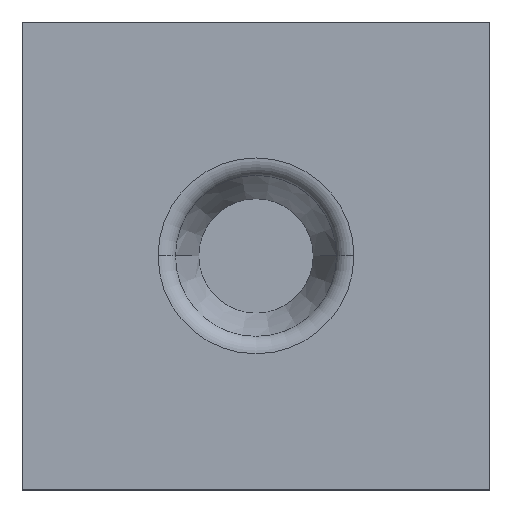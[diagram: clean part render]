
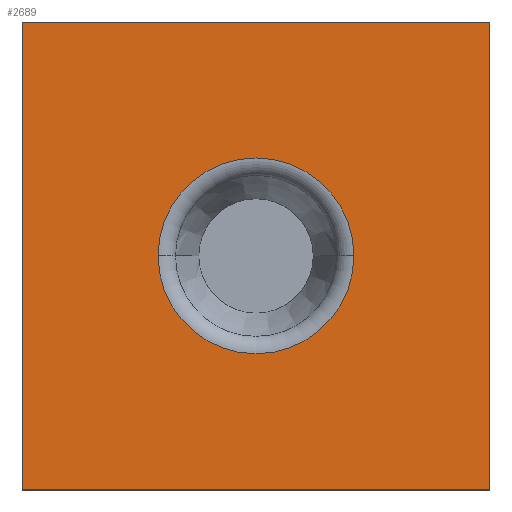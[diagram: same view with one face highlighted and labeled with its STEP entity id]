
A CAD part, top view. The second image highlights one B-rep face of the part: STEP entity #2689.
In plain terms, the highlighted face is planar.
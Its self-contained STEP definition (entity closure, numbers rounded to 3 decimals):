
#860=DIRECTION('',(0.,0.,1.));
#861=VECTOR('',#860,2.5);
#862=CARTESIAN_POINT('',(-1.25,0.775,-1.25));
#863=LINE('',#862,#861);
#867=DIRECTION('',(-1.,0.,0.));
#868=VECTOR('',#867,2.5);
#869=CARTESIAN_POINT('',(1.25,0.775,-1.25));
#870=LINE('',#869,#868);
#874=DIRECTION('',(0.,0.,-1.));
#875=VECTOR('',#874,2.5);
#876=CARTESIAN_POINT('',(1.25,0.775,1.25));
#877=LINE('',#876,#875);
#881=DIRECTION('',(1.,0.,0.));
#882=VECTOR('',#881,2.5);
#883=CARTESIAN_POINT('',(-1.25,0.775,1.25));
#884=LINE('',#883,#882);
#888=CARTESIAN_POINT('',(0.,0.775,0.));
#889=DIRECTION('',(0.,-1.,0.));
#890=DIRECTION('',(1.,0.,0.));
#891=AXIS2_PLACEMENT_3D('',#888,#889,#890);
#896=CARTESIAN_POINT('',(0.,0.775,0.));
#897=DIRECTION('',(0.,-1.,0.));
#898=DIRECTION('',(-1.,0.,0.));
#899=AXIS2_PLACEMENT_3D('',#896,#897,#898);
#2004=CARTESIAN_POINT('',(-1.25,0.775,-1.25));
#2005=CARTESIAN_POINT('',(-1.25,0.775,1.25));
#2006=VERTEX_POINT('',#2004);
#2007=VERTEX_POINT('',#2005);
#2008=CARTESIAN_POINT('',(1.25,0.775,1.25));
#2009=VERTEX_POINT('',#2008);
#2010=CARTESIAN_POINT('',(1.25,0.775,-1.25));
#2011=VERTEX_POINT('',#2010);
#2208=CARTESIAN_POINT('',(0.523,0.775,0.));
#2209=CARTESIAN_POINT('',(-0.523,0.775,0.));
#2210=VERTEX_POINT('',#2208);
#2211=VERTEX_POINT('',#2209);
#2672=CARTESIAN_POINT('',(0.,0.775,0.));
#2673=DIRECTION('',(0.,1.,0.));
#2674=DIRECTION('',(1.,0.,0.));
#2675=AXIS2_PLACEMENT_3D('',#2672,#2673,#2674);
#2676=PLANE('',#2675);
#2677=ORIENTED_EDGE('',*,*,#2528,.F.);
#2678=ORIENTED_EDGE('',*,*,#2571,.F.);
#2679=ORIENTED_EDGE('',*,*,#2605,.F.);
#2680=ORIENTED_EDGE('',*,*,#2646,.F.);
#2681=EDGE_LOOP('',(#2677,#2678,#2679,#2680));
#2682=FACE_OUTER_BOUND('',#2681,.F.);
#2684=ORIENTED_EDGE('',*,*,#2683,.F.);
#2686=ORIENTED_EDGE('',*,*,#2685,.F.);
#2687=EDGE_LOOP('',(#2684,#2686));
#2688=FACE_BOUND('',#2687,.F.);
#892=CIRCLE('',#891,0.523);
#900=CIRCLE('',#899,0.523);
#2528=EDGE_CURVE('',#2006,#2007,#863,.T.);
#2571=EDGE_CURVE('',#2011,#2006,#870,.T.);
#2605=EDGE_CURVE('',#2009,#2011,#877,.T.);
#2646=EDGE_CURVE('',#2007,#2009,#884,.T.);
#2683=EDGE_CURVE('',#2210,#2211,#892,.T.);
#2685=EDGE_CURVE('',#2211,#2210,#900,.T.);
#2689=ADVANCED_FACE('',(#2682,#2688),#2676,.T.);
